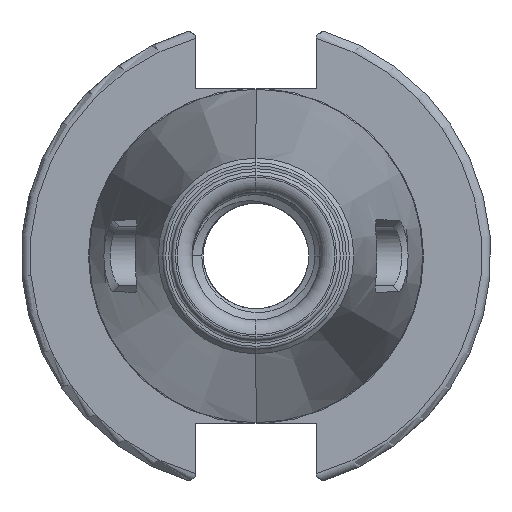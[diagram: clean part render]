
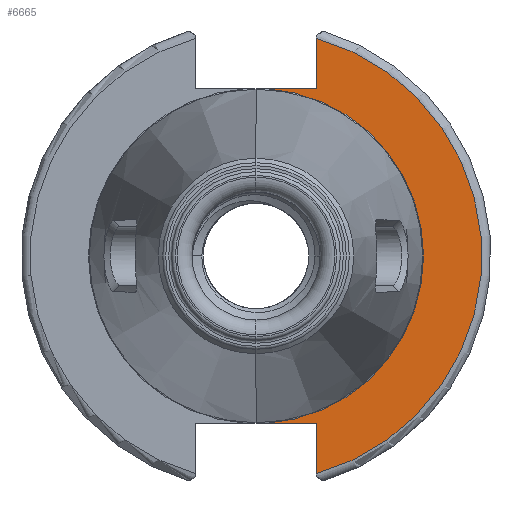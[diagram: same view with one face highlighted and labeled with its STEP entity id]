
A CAD part, left-side view. The second image highlights one B-rep face of the part: STEP entity #6665.
In plain terms, the highlighted planar face has unit normal (-1, 0, 0).
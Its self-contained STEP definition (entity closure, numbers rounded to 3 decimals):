
#306 = AXIS2_PLACEMENT_3D ( 'NONE', #3579, #3580, #3581 ) ;
#319 = VECTOR ( 'NONE', #3483, 1000. ) ;
#776 = LINE ( 'NONE', #777, #2951 ) ;
#777 = CARTESIAN_POINT ( 'NONE',  ( -5., -8.075, 0. ) ) ;
#778 = DIRECTION ( 'NONE',  ( 0., 0., 1. ) ) ;
#1504 = ORIENTED_EDGE ( 'NONE', *, *, #5352, .T. ) ;
#1506 = ORIENTED_EDGE ( 'NONE', *, *, #6715, .F. ) ;
#1519 = ORIENTED_EDGE ( 'NONE', *, *, #5382, .F. ) ;
#1530 = ORIENTED_EDGE ( 'NONE', *, *, #5391, .F. ) ;
#1535 = ORIENTED_EDGE ( 'NONE', *, *, #5365, .T. ) ;
#1585 = ORIENTED_EDGE ( 'NONE', *, *, #6714, .F. ) ;
#2138 = CARTESIAN_POINT ( 'NONE',  ( -5., -8.075, 29.1 ) ) ;
#2139 = CARTESIAN_POINT ( 'NONE',  ( -5., -8.075, -29.1 ) ) ;
#2143 = CARTESIAN_POINT ( 'NONE',  ( -5., -8.075, 22.35 ) ) ;
#2192 = CARTESIAN_POINT ( 'NONE',  ( -5., -1.464, -22.35 ) ) ;
#2208 = CARTESIAN_POINT ( 'NONE',  ( -5., -1.464, 22.35 ) ) ;
#2943 = VECTOR ( 'NONE', #6323, 1000. ) ;
#2951 = VECTOR ( 'NONE', #778, 1000. ) ;
#3481 = LINE ( 'NONE', #3482, #319 ) ;
#3482 = CARTESIAN_POINT ( 'NONE',  ( -5., -8.075, 0. ) ) ;
#3483 = DIRECTION ( 'NONE',  ( 0., 0., -1. ) ) ;
#3579 = CARTESIAN_POINT ( 'NONE',  ( -5., 0., 0. ) ) ;
#3580 = DIRECTION ( 'NONE',  ( -1., 0., 0. ) ) ;
#3581 = DIRECTION ( 'NONE',  ( 0., 0., 1. ) ) ;
#3641 = VERTEX_POINT ( 'NONE', #2138 ) ;
#3643 = VERTEX_POINT ( 'NONE', #2139 ) ;
#3662 = VERTEX_POINT ( 'NONE', #2143 ) ;
#4652 = CARTESIAN_POINT ( 'NONE',  ( -5., -8.075, -22.35 ) ) ;
#4714 = VERTEX_POINT ( 'NONE', #2192 ) ;
#4731 = VERTEX_POINT ( 'NONE', #2208 ) ;
#4898 = CARTESIAN_POINT ( 'NONE',  ( -5., 0., 0. ) ) ;
#4902 = LINE ( 'NONE', #4903, #6537 ) ;
#4903 = CARTESIAN_POINT ( 'NONE',  ( -5., 22.398, 22.35 ) ) ;
#4904 = DIRECTION ( 'NONE',  ( 0., -1., 0. ) ) ;
#4905 = DIRECTION ( 'NONE',  ( -1., 0., 0. ) ) ;
#4906 = DIRECTION ( 'NONE',  ( 0., 0., 1. ) ) ;
#5352 = EDGE_CURVE ( 'NONE', #7828, #3643, #3481, .T. ) ;
#5365 = EDGE_CURVE ( 'NONE', #3643, #3641, #8168, .T. ) ;
#5382 = EDGE_CURVE ( 'NONE', #7828, #4714, #6321, .T. ) ;
#5391 = EDGE_CURVE ( 'NONE', #3662, #3641, #776, .T. ) ;
#6205 = FACE_OUTER_BOUND ( 'NONE', #7777, .T. ) ;
#6207 = AXIS2_PLACEMENT_3D ( 'NONE', #7028, #7029, #7030 ) ;
#6321 = LINE ( 'NONE', #6322, #2943 ) ;
#6322 = CARTESIAN_POINT ( 'NONE',  ( -5., 22.398, -22.35 ) ) ;
#6323 = DIRECTION ( 'NONE',  ( 0., 1., 0. ) ) ;
#6537 = VECTOR ( 'NONE', #4904, 1000. ) ;
#6539 = AXIS2_PLACEMENT_3D ( 'NONE', #4898, #4905, #4906 ) ;
#6665 = ADVANCED_FACE ( 'NONE', ( #6205 ), #7027, .F. ) ;
#6714 = EDGE_CURVE ( 'NONE', #4731, #3662, #4902, .T. ) ;
#6715 = EDGE_CURVE ( 'NONE', #4714, #4731, #8233, .T. ) ;
#7027 = PLANE ( 'NONE',  #6207 ) ;
#7028 = CARTESIAN_POINT ( 'NONE',  ( -5., 22.398, 0. ) ) ;
#7029 = DIRECTION ( 'NONE',  ( 1., 0., 0. ) ) ;
#7030 = DIRECTION ( 'NONE',  ( 0., 0., -1. ) ) ;
#7777 = EDGE_LOOP ( 'NONE', ( #1519, #1504, #1535, #1530, #1585, #1506 ) ) ;
#7828 = VERTEX_POINT ( 'NONE', #4652 ) ;
#8168 = CIRCLE ( 'NONE', #306, 30.2 ) ;
#8233 = CIRCLE ( 'NONE', #6539, 22.398 ) ;
